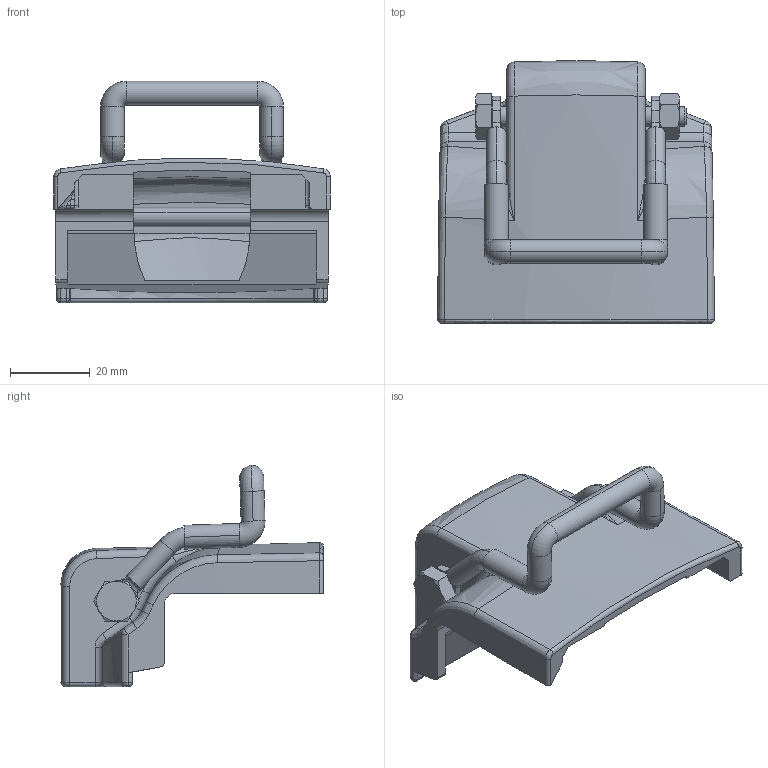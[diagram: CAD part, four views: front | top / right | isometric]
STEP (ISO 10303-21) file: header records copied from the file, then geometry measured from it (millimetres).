
FILE_DESCRIPTION (( 'STEP AP203' ), '1' );
FILE_NAME ('FA-834-CV-L.STEP', '2021-05-13T01:15:43', ( '' ), ( '' ), 'SwSTEP 2.0', 'SolidWorks 2018', '' );
FILE_SCHEMA (( 'CONFIG_CONTROL_DESIGN' ));
Length unit declared in the file: millimetre
Products named in the file (5): FA-834-CV-L_operation hook_; FA-834-CV-L_hex nut_ver1.05__M6僫僢僩(揝)2庬; FA-834-CV-L; FA-834-CV-L_hex head bolt_ver1.06__M6x49六角ボルト(鉄); FA-834-CV-L_body_
Assembly tree (4 placements, depth 2):
  FA-834-CV-L
    FA-834-CV-L_body_
    FA-834-CV-L_operation hook_
    FA-834-CV-L_hex head bolt_ver1.06__M6x49六角ボルト(鉄)
    FA-834-CV-L_hex nut_ver1.05__M6僫僢僩(揝)2庬
Bounding box: 69.5 x 66 x 55.64 mm (x, y, z)
Volume: 39749.8 mm3; surface area: 20873 mm2
Topology: 4 solids, 4 shells, 260 faces, 635 edges, 380 vertices
Faces by surface type: cylinder 89, plane 63, bspline 46, torus 30, cone 25, sphere 7
Entity records: 9936 total; most frequent: CARTESIAN_POINT 3679, ORIENTED_EDGE 1254, DIRECTION 1161, EDGE_CURVE 627, AXIS2_PLACEMENT_3D 466, VERTEX_POINT 379, EDGE_LOOP 274, ADVANCED_FACE 260
